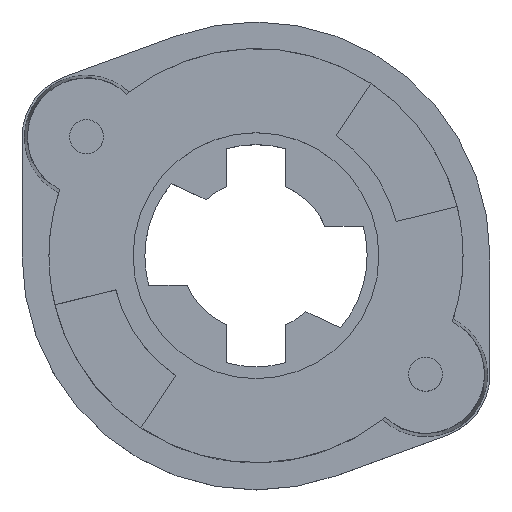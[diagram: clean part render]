
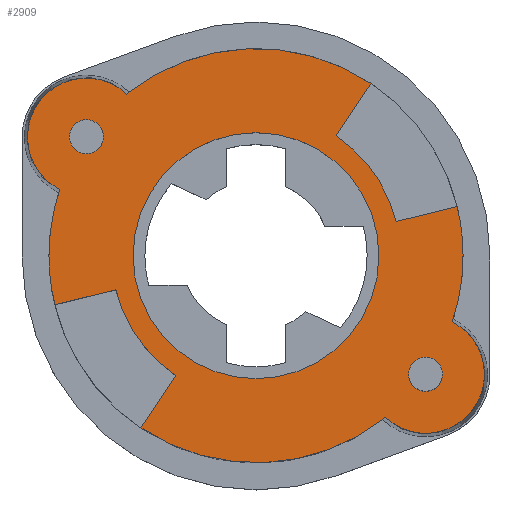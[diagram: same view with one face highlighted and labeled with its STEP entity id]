
A CAD part, top view. The second image highlights one B-rep face of the part: STEP entity #2909.
In plain terms, the highlighted planar face has unit normal (0, 0, 1).
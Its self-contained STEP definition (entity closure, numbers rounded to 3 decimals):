
#352=CARTESIAN_POINT('',(0.,0.,-2.));
#353=DIRECTION('',(0.,0.,-1.));
#354=DIRECTION('',(-0.625,0.781,0.));
#355=AXIS2_PLACEMENT_3D('',#352,#353,#354);
#360=DIRECTION('',(-0.556,-0.831,0.));
#361=VECTOR('',#360,7.413);
#362=CARTESIAN_POINT('',(13.563,20.299,-2.));
#363=LINE('',#362,#361);
#367=CARTESIAN_POINT('',(0.,0.,-2.));
#368=DIRECTION('',(0.,0.,-1.));
#369=DIRECTION('',(0.556,0.831,0.));
#370=AXIS2_PLACEMENT_3D('',#367,#368,#369);
#375=DIRECTION('',(0.971,0.237,0.));
#376=VECTOR('',#375,7.413);
#377=CARTESIAN_POINT('',(16.514,4.036,-2.));
#378=LINE('',#377,#376);
#382=CARTESIAN_POINT('',(0.,0.,-2.));
#383=DIRECTION('',(0.,0.,-1.));
#384=DIRECTION('',(0.971,0.237,0.));
#385=AXIS2_PLACEMENT_3D('',#382,#383,#384);
#390=CARTESIAN_POINT('',(0.,0.,-2.));
#391=DIRECTION('',(0.,0.,-1.));
#392=DIRECTION('',(1.,0.,0.));
#393=AXIS2_PLACEMENT_3D('',#390,#391,#392);
#398=CARTESIAN_POINT('',(20.,-14.,-2.));
#399=DIRECTION('',(0.,0.,-1.));
#400=DIRECTION('',(0.451,0.892,0.));
#401=AXIS2_PLACEMENT_3D('',#398,#399,#400);
#406=CARTESIAN_POINT('',(20.,-14.,-2.));
#407=DIRECTION('',(0.,0.,-1.));
#408=DIRECTION('',(1.,0.,0.));
#409=AXIS2_PLACEMENT_3D('',#406,#407,#408);
#414=CARTESIAN_POINT('',(0.,0.,-2.));
#415=DIRECTION('',(0.,0.,-1.));
#416=DIRECTION('',(0.625,-0.781,0.));
#417=AXIS2_PLACEMENT_3D('',#414,#415,#416);
#422=DIRECTION('',(0.556,0.831,0.));
#423=VECTOR('',#422,7.413);
#424=CARTESIAN_POINT('',(-13.563,-20.299,-2.));
#425=LINE('',#424,#423);
#429=CARTESIAN_POINT('',(0.,0.,-2.));
#430=DIRECTION('',(0.,0.,-1.));
#431=DIRECTION('',(-0.556,-0.831,0.));
#432=AXIS2_PLACEMENT_3D('',#429,#430,#431);
#437=DIRECTION('',(-0.971,-0.237,0.));
#438=VECTOR('',#437,7.413);
#439=CARTESIAN_POINT('',(-16.514,-4.036,-2.));
#440=LINE('',#439,#438);
#444=CARTESIAN_POINT('',(0.,0.,-2.));
#445=DIRECTION('',(0.,0.,-1.));
#446=DIRECTION('',(-0.971,-0.237,0.));
#447=AXIS2_PLACEMENT_3D('',#444,#445,#446);
#452=CARTESIAN_POINT('',(0.,0.,-2.));
#453=DIRECTION('',(0.,0.,-1.));
#454=DIRECTION('',(-1.,0.,0.));
#455=AXIS2_PLACEMENT_3D('',#452,#453,#454);
#460=CARTESIAN_POINT('',(-20.,14.,-2.));
#461=DIRECTION('',(0.,0.,-1.));
#462=DIRECTION('',(-0.451,-0.892,0.));
#463=AXIS2_PLACEMENT_3D('',#460,#461,#462);
#468=CARTESIAN_POINT('',(-20.,14.,-2.));
#469=DIRECTION('',(0.,0.,-1.));
#470=DIRECTION('',(-1.,0.,0.));
#471=AXIS2_PLACEMENT_3D('',#468,#469,#470);
#476=CARTESIAN_POINT('',(0.,0.,-2.));
#477=DIRECTION('',(0.,0.,1.));
#478=DIRECTION('',(1.,0.,0.));
#479=AXIS2_PLACEMENT_3D('',#476,#477,#478);
#484=CARTESIAN_POINT('',(0.,0.,-2.));
#485=DIRECTION('',(0.,0.,1.));
#486=DIRECTION('',(-1.,0.,0.));
#487=AXIS2_PLACEMENT_3D('',#484,#485,#486);
#492=CARTESIAN_POINT('',(-20.,14.,-2.));
#493=DIRECTION('',(0.,0.,1.));
#494=DIRECTION('',(1.,0.,0.));
#495=AXIS2_PLACEMENT_3D('',#492,#493,#494);
#500=CARTESIAN_POINT('',(-20.,14.,-2.));
#501=DIRECTION('',(0.,0.,1.));
#502=DIRECTION('',(-1.,0.,0.));
#503=AXIS2_PLACEMENT_3D('',#500,#501,#502);
#508=CARTESIAN_POINT('',(20.,-14.,-2.));
#509=DIRECTION('',(0.,0.,1.));
#510=DIRECTION('',(1.,0.,0.));
#511=AXIS2_PLACEMENT_3D('',#508,#509,#510);
#516=CARTESIAN_POINT('',(20.,-14.,-2.));
#517=DIRECTION('',(0.,0.,1.));
#518=DIRECTION('',(-1.,0.,0.));
#519=AXIS2_PLACEMENT_3D('',#516,#517,#518);
#616=CARTESIAN_POINT('',(15.254,-19.06,-2.));
#631=CARTESIAN_POINT('',(-23.13,7.809,-2.));
#2593=VERTEX_POINT('',#616);
#2594=CARTESIAN_POINT('',(26.937,-14.,-2.));
#2595=VERTEX_POINT('',#2594);
#2596=CARTESIAN_POINT('',(23.13,-7.809,
-2.));
#2597=VERTEX_POINT('',#2596);
#2598=CARTESIAN_POINT('',(-23.715,-5.795,-2.));
#2600=VERTEX_POINT('',#2598);
#2604=CARTESIAN_POINT('',(-13.563,-20.299,-2.));
#2605=VERTEX_POINT('',#2604);
#2606=VERTEX_POINT('',#631);
#2607=CARTESIAN_POINT('',(-24.413,0.,-2.));
#2608=VERTEX_POINT('',#2607);
#2609=CARTESIAN_POINT('',(-16.514,-4.036,-2.));
#2610=VERTEX_POINT('',#2609);
#2613=CARTESIAN_POINT('',(-15.254,19.06,-2.));
#2614=CARTESIAN_POINT('',(13.563,20.299,-2.));
#2615=VERTEX_POINT('',#2613);
#2616=VERTEX_POINT('',#2614);
#2617=CARTESIAN_POINT('',(9.444,14.135,-2.));
#2618=VERTEX_POINT('',#2617);
#2619=CARTESIAN_POINT('',(16.514,4.036,-2.));
#2620=VERTEX_POINT('',#2619);
#2621=CARTESIAN_POINT('',(23.715,5.795,-2.));
#2622=VERTEX_POINT('',#2621);
#2623=CARTESIAN_POINT('',(24.413,0.,-2.));
#2624=VERTEX_POINT('',#2623);
#2625=CARTESIAN_POINT('',(-9.444,-14.135,-2.));
#2626=VERTEX_POINT('',#2625);
#2627=CARTESIAN_POINT('',(-26.937,14.,-2.));
#2628=VERTEX_POINT('',#2627);
#2629=CARTESIAN_POINT('',(14.5,0.,-2.));
#2630=CARTESIAN_POINT('',(-14.5,0.,-2.));
#2631=VERTEX_POINT('',#2629);
#2632=VERTEX_POINT('',#2630);
#2633=CARTESIAN_POINT('',(-18.,14.,-2.));
#2634=CARTESIAN_POINT('',(-22.,14.,-2.));
#2635=VERTEX_POINT('',#2633);
#2636=VERTEX_POINT('',#2634);
#2637=CARTESIAN_POINT('',(22.,-14.,-2.));
#2638=CARTESIAN_POINT('',(18.,-14.,-2.));
#2639=VERTEX_POINT('',#2637);
#2640=VERTEX_POINT('',#2638);
#2854=CARTESIAN_POINT('',(0.,37.,-2.));
#2855=DIRECTION('',(0.,0.,-1.));
#2856=DIRECTION('',(0.,-1.,0.));
#2857=AXIS2_PLACEMENT_3D('',#2854,#2855,#2856);
#2858=PLANE('',#2857);
#2860=ORIENTED_EDGE('',*,*,#2859,.T.);
#2862=ORIENTED_EDGE('',*,*,#2861,.T.);
#2864=ORIENTED_EDGE('',*,*,#2863,.T.);
#2866=ORIENTED_EDGE('',*,*,#2865,.T.);
#2868=ORIENTED_EDGE('',*,*,#2867,.T.);
#2870=ORIENTED_EDGE('',*,*,#2869,.T.);
#2872=ORIENTED_EDGE('',*,*,#2871,.T.);
#2874=ORIENTED_EDGE('',*,*,#2873,.T.);
#2876=ORIENTED_EDGE('',*,*,#2875,.T.);
#2878=ORIENTED_EDGE('',*,*,#2877,.T.);
#2880=ORIENTED_EDGE('',*,*,#2879,.T.);
#2882=ORIENTED_EDGE('',*,*,#2881,.T.);
#2884=ORIENTED_EDGE('',*,*,#2883,.T.);
#2886=ORIENTED_EDGE('',*,*,#2885,.T.);
#2888=ORIENTED_EDGE('',*,*,#2887,.T.);
#2890=ORIENTED_EDGE('',*,*,#2889,.T.);
#2891=EDGE_LOOP('',(#2860,#2862,#2864,#2866,#2868,#2870,#2872,#2874,#2876,#2878,
#2880,#2882,#2884,#2886,#2888,#2890));
#2892=FACE_OUTER_BOUND('',#2891,.F.);
#2893=ORIENTED_EDGE('',*,*,#2820,.T.);
#2894=ORIENTED_EDGE('',*,*,#2841,.T.);
#2895=EDGE_LOOP('',(#2893,#2894));
#2896=FACE_BOUND('',#2895,.F.);
#2898=ORIENTED_EDGE('',*,*,#2897,.T.);
#2900=ORIENTED_EDGE('',*,*,#2899,.T.);
#2901=EDGE_LOOP('',(#2898,#2900));
#2902=FACE_BOUND('',#2901,.F.);
#2904=ORIENTED_EDGE('',*,*,#2903,.T.);
#2906=ORIENTED_EDGE('',*,*,#2905,.T.);
#2907=EDGE_LOOP('',(#2904,#2906));
#2908=FACE_BOUND('',#2907,.F.);
#356=CIRCLE('',#355,24.413);
#371=CIRCLE('',#370,17.);
#386=CIRCLE('',#385,24.413);
#394=CIRCLE('',#393,24.413);
#402=CIRCLE('',#401,6.937);
#410=CIRCLE('',#409,6.937);
#418=CIRCLE('',#417,24.413);
#433=CIRCLE('',#432,17.);
#448=CIRCLE('',#447,24.413);
#456=CIRCLE('',#455,24.413);
#464=CIRCLE('',#463,6.937);
#472=CIRCLE('',#471,6.937);
#480=CIRCLE('',#479,14.5);
#488=CIRCLE('',#487,14.5);
#496=CIRCLE('',#495,2.);
#504=CIRCLE('',#503,2.);
#512=CIRCLE('',#511,2.);
#520=CIRCLE('',#519,2.);
#2820=EDGE_CURVE('',#2631,#2632,#480,.T.);
#2841=EDGE_CURVE('',#2632,#2631,#488,.T.);
#2859=EDGE_CURVE('',#2615,#2616,#356,.T.);
#2861=EDGE_CURVE('',#2616,#2618,#363,.T.);
#2863=EDGE_CURVE('',#2618,#2620,#371,.T.);
#2865=EDGE_CURVE('',#2620,#2622,#378,.T.);
#2867=EDGE_CURVE('',#2622,#2624,#386,.T.);
#2869=EDGE_CURVE('',#2624,#2597,#394,.T.);
#2871=EDGE_CURVE('',#2597,#2595,#402,.T.);
#2873=EDGE_CURVE('',#2595,#2593,#410,.T.);
#2875=EDGE_CURVE('',#2593,#2605,#418,.T.);
#2877=EDGE_CURVE('',#2605,#2626,#425,.T.);
#2879=EDGE_CURVE('',#2626,#2610,#433,.T.);
#2881=EDGE_CURVE('',#2610,#2600,#440,.T.);
#2883=EDGE_CURVE('',#2600,#2608,#448,.T.);
#2885=EDGE_CURVE('',#2608,#2606,#456,.T.);
#2887=EDGE_CURVE('',#2606,#2628,#464,.T.);
#2889=EDGE_CURVE('',#2628,#2615,#472,.T.);
#2897=EDGE_CURVE('',#2635,#2636,#496,.T.);
#2899=EDGE_CURVE('',#2636,#2635,#504,.T.);
#2903=EDGE_CURVE('',#2639,#2640,#512,.T.);
#2905=EDGE_CURVE('',#2640,#2639,#520,.T.);
#2909=ADVANCED_FACE('',(#2892,#2896,#2902,#2908),#2858,.F.);
